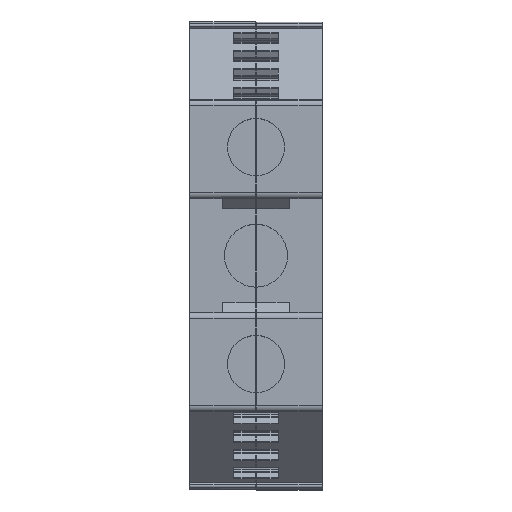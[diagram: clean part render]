
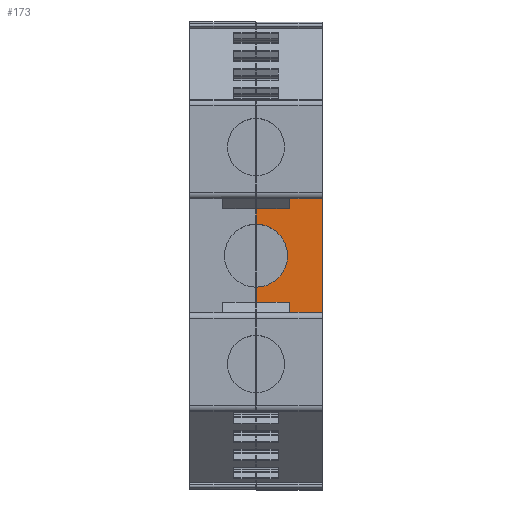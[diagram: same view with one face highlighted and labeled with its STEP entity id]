
A CAD part, top view. The second image highlights one B-rep face of the part: STEP entity #173.
In plain terms, the highlighted planar face has unit normal (0, 0, 1).
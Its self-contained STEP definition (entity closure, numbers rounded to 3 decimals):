
#82=AXIS2_PLACEMENT_3D('Plane Axis2P3D',#79,#80,#81) ;
#128=AXIS2_PLACEMENT_3D('Circle Axis2P3D',#126,#127,$) ;
#42=CARTESIAN_POINT('Vertex',(11.95,33.6,53.)) ;
#56=CARTESIAN_POINT('Vertex',(8.,33.6,53.)) ;
#59=CARTESIAN_POINT('Line Origine',(9.975,33.6,53.)) ;
#79=CARTESIAN_POINT('Axis2P3D Location',(15.9,33.6,53.)) ;
#84=CARTESIAN_POINT('Line Origine',(13.925,20.1,53.)) ;
#88=CARTESIAN_POINT('Vertex',(15.9,20.1,53.)) ;
#90=CARTESIAN_POINT('Vertex',(11.95,20.1,53.)) ;
#93=CARTESIAN_POINT('Line Origine',(15.9,28.,53.)) ;
#97=CARTESIAN_POINT('Vertex',(15.9,35.9,53.)) ;
#100=CARTESIAN_POINT('Line Origine',(13.925,35.9,53.)) ;
#104=CARTESIAN_POINT('Vertex',(11.95,35.9,53.)) ;
#107=CARTESIAN_POINT('Line Origine',(11.95,35.495,53.)) ;
#111=CARTESIAN_POINT('Vertex',(11.95,35.09,53.)) ;
#114=CARTESIAN_POINT('Line Origine',(11.95,34.345,53.)) ;
#119=CARTESIAN_POINT('Line Origine',(8.,32.687,53.)) ;
#123=CARTESIAN_POINT('Vertex',(8.,31.775,53.)) ;
#126=CARTESIAN_POINT('Axis2P3D Location',(7.95,28.,53.)) ;
#130=CARTESIAN_POINT('Vertex',(8.,24.225,53.)) ;
#133=CARTESIAN_POINT('Line Origine',(8.,23.313,53.)) ;
#137=CARTESIAN_POINT('Vertex',(8.,22.4,53.)) ;
#140=CARTESIAN_POINT('Line Origine',(9.975,22.4,53.)) ;
#144=CARTESIAN_POINT('Vertex',(11.95,22.4,53.)) ;
#147=CARTESIAN_POINT('Line Origine',(11.95,21.749,53.)) ;
#151=CARTESIAN_POINT('Vertex',(11.95,21.098,53.)) ;
#154=CARTESIAN_POINT('Line Origine',(11.95,20.599,53.)) ;
#60=DIRECTION('Vector Direction',(-1.,0.,0.)) ;
#80=DIRECTION('Axis2P3D Direction',(0.,0.,-1.)) ;
#81=DIRECTION('Axis2P3D XDirection',(0.,-1.,0.)) ;
#85=DIRECTION('Vector Direction',(-1.,0.,0.)) ;
#94=DIRECTION('Vector Direction',(0.,-1.,0.)) ;
#101=DIRECTION('Vector Direction',(-1.,0.,0.)) ;
#108=DIRECTION('Vector Direction',(0.,-1.,0.)) ;
#115=DIRECTION('Vector Direction',(0.,-1.,0.)) ;
#120=DIRECTION('Vector Direction',(0.,1.,0.)) ;
#127=DIRECTION('Axis2P3D Direction',(0.,0.,-1.)) ;
#134=DIRECTION('Vector Direction',(0.,1.,0.)) ;
#141=DIRECTION('Vector Direction',(-1.,0.,0.)) ;
#148=DIRECTION('Vector Direction',(0.,-1.,0.)) ;
#155=DIRECTION('Vector Direction',(0.,-1.,0.)) ;
#61=VECTOR('Line Direction',#60,1.) ;
#86=VECTOR('Line Direction',#85,1.) ;
#95=VECTOR('Line Direction',#94,1.) ;
#102=VECTOR('Line Direction',#101,1.) ;
#109=VECTOR('Line Direction',#108,1.) ;
#116=VECTOR('Line Direction',#115,1.) ;
#121=VECTOR('Line Direction',#120,1.) ;
#135=VECTOR('Line Direction',#134,1.) ;
#142=VECTOR('Line Direction',#141,1.) ;
#149=VECTOR('Line Direction',#148,1.) ;
#156=VECTOR('Line Direction',#155,1.) ;
#160=ORIENTED_EDGE('',*,*,#92,.F.) ;
#161=ORIENTED_EDGE('',*,*,#99,.T.) ;
#162=ORIENTED_EDGE('',*,*,#106,.T.) ;
#163=ORIENTED_EDGE('',*,*,#113,.T.) ;
#164=ORIENTED_EDGE('',*,*,#118,.T.) ;
#165=ORIENTED_EDGE('',*,*,#63,.T.) ;
#166=ORIENTED_EDGE('',*,*,#125,.F.) ;
#167=ORIENTED_EDGE('',*,*,#132,.F.) ;
#168=ORIENTED_EDGE('',*,*,#139,.F.) ;
#169=ORIENTED_EDGE('',*,*,#146,.F.) ;
#170=ORIENTED_EDGE('',*,*,#153,.T.) ;
#171=ORIENTED_EDGE('',*,*,#158,.T.) ;
#173=ADVANCED_FACE('Hauptk\X2\00F6\X0\rper',(#172),#83,.F.) ;
#129=CIRCLE('generated circle',#128,3.775) ;
#63=EDGE_CURVE('',#43,#57,#62,.T.) ;
#92=EDGE_CURVE('',#89,#91,#87,.T.) ;
#99=EDGE_CURVE('',#89,#98,#96,.F.) ;
#106=EDGE_CURVE('',#98,#105,#103,.T.) ;
#113=EDGE_CURVE('',#105,#112,#110,.T.) ;
#118=EDGE_CURVE('',#112,#43,#117,.T.) ;
#125=EDGE_CURVE('',#124,#57,#122,.T.) ;
#132=EDGE_CURVE('',#131,#124,#129,.F.) ;
#139=EDGE_CURVE('',#138,#131,#136,.T.) ;
#146=EDGE_CURVE('',#145,#138,#143,.T.) ;
#153=EDGE_CURVE('',#145,#152,#150,.T.) ;
#158=EDGE_CURVE('',#152,#91,#157,.T.) ;
#159=EDGE_LOOP('',(#160,#161,#162,#163,#164,#165,#166,#167,#168,#169,#170,#171)) ;
#172=FACE_OUTER_BOUND('',#159,.T.) ;
#62=LINE('Line',#59,#61) ;
#87=LINE('Line',#84,#86) ;
#96=LINE('Line',#93,#95) ;
#103=LINE('Line',#100,#102) ;
#110=LINE('Line',#107,#109) ;
#117=LINE('Line',#114,#116) ;
#122=LINE('Line',#119,#121) ;
#136=LINE('Line',#133,#135) ;
#143=LINE('Line',#140,#142) ;
#150=LINE('Line',#147,#149) ;
#157=LINE('Line',#154,#156) ;
#83=PLANE('',#82) ;
#43=VERTEX_POINT('',#42) ;
#57=VERTEX_POINT('',#56) ;
#89=VERTEX_POINT('',#88) ;
#91=VERTEX_POINT('',#90) ;
#98=VERTEX_POINT('',#97) ;
#105=VERTEX_POINT('',#104) ;
#112=VERTEX_POINT('',#111) ;
#124=VERTEX_POINT('',#123) ;
#131=VERTEX_POINT('',#130) ;
#138=VERTEX_POINT('',#137) ;
#145=VERTEX_POINT('',#144) ;
#152=VERTEX_POINT('',#151) ;
